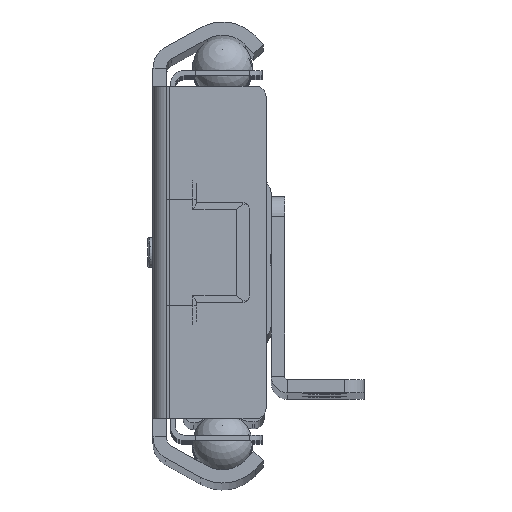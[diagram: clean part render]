
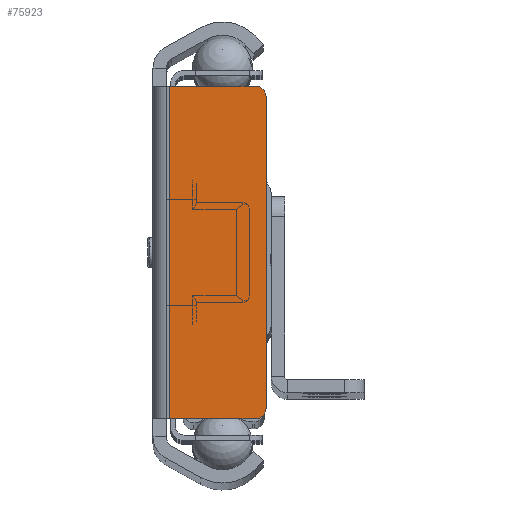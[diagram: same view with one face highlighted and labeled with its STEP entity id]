
A CAD part, top view. The second image highlights one B-rep face of the part: STEP entity #75923.
In plain terms, the highlighted planar face has unit normal (0, 0, 1).
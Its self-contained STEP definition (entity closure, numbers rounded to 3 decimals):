
#1840=PLANE('',#80381);
#5528=FACE_OUTER_BOUND('',#9393,.T.);
#9393=EDGE_LOOP('',(#51186,#51187,#51188,#51189,#51190,#51191));
#13623=LINE('',#113540,#20148);
#13629=LINE('',#113556,#20154);
#13650=LINE('',#113610,#20175);
#13651=LINE('',#113614,#20176);
#20148=VECTOR('',#89561,10.);
#20154=VECTOR('',#89577,10.);
#20175=VECTOR('',#89622,10.);
#20176=VECTOR('',#89629,1.38);
#26634=CIRCLE('',#80354,1.5);
#26637=CIRCLE('',#80360,1.5);
#30805=VERTEX_POINT('',#113527);
#30806=VERTEX_POINT('',#113528);
#30810=VERTEX_POINT('',#113538);
#30814=VERTEX_POINT('',#113550);
#30815=VERTEX_POINT('',#113554);
#30836=VERTEX_POINT('',#113609);
#38811=EDGE_CURVE('',#30805,#30806,#26634,.T.);
#38817=EDGE_CURVE('',#30810,#30805,#13623,.T.);
#38822=EDGE_CURVE('',#30814,#30810,#26637,.T.);
#38825=EDGE_CURVE('',#30815,#30814,#13629,.T.);
#38850=EDGE_CURVE('',#30815,#30836,#13650,.T.);
#38853=EDGE_CURVE('',#30806,#30836,#13651,.T.);
#51186=ORIENTED_EDGE('',*,*,#38811,.F.);
#51187=ORIENTED_EDGE('',*,*,#38817,.F.);
#51188=ORIENTED_EDGE('',*,*,#38822,.F.);
#51189=ORIENTED_EDGE('',*,*,#38825,.F.);
#51190=ORIENTED_EDGE('',*,*,#38850,.T.);
#51191=ORIENTED_EDGE('',*,*,#38853,.F.);
#75923=ADVANCED_FACE('',(#5528),#1840,.F.);
#80354=AXIS2_PLACEMENT_3D('',#113529,#89551,#89552);
#80360=AXIS2_PLACEMENT_3D('',#113551,#89571,#89572);
#80381=AXIS2_PLACEMENT_3D('',#113624,#89641,#89642);
#89551=DIRECTION('center_axis',(0.,0.,
-1.));
#89552=DIRECTION('ref_axis',(0.707,-0.707,0.));
#89561=DIRECTION('',(0.,-1.,0.));
#89571=DIRECTION('center_axis',(0.,0.,
-1.));
#89572=DIRECTION('ref_axis',(0.707,0.707,0.));
#89577=DIRECTION('',(1.,0.,0.));
#89622=DIRECTION('',(0.,-1.,0.));
#89629=DIRECTION('',(-1.,0.,0.));
#89641=DIRECTION('center_axis',(0.,0.,
-1.));
#89642=DIRECTION('ref_axis',(0.,1.,0.));
#113527=CARTESIAN_POINT('',(6.55,-23.5,600.));
#113528=CARTESIAN_POINT('',(5.05,-25.,600.));
#113529=CARTESIAN_POINT('Origin',(5.05,-23.5,600.));
#113538=CARTESIAN_POINT('',(6.55,23.5,600.));
#113540=CARTESIAN_POINT('',(6.55,25.,600.));
#113550=CARTESIAN_POINT('',(5.05,25.,600.));
#113551=CARTESIAN_POINT('Origin',(5.05,23.5,600.));
#113554=CARTESIAN_POINT('',(-7.95,25.,600.));
#113556=CARTESIAN_POINT('',(-7.95,25.,600.));
#113609=CARTESIAN_POINT('',(-7.95,-25.,600.));
#113610=CARTESIAN_POINT('',(-7.95,0.,600.));
#113614=CARTESIAN_POINT('',(-12.286,-25.,600.));
#113624=CARTESIAN_POINT('Origin',(-7.95,-25.,600.));
